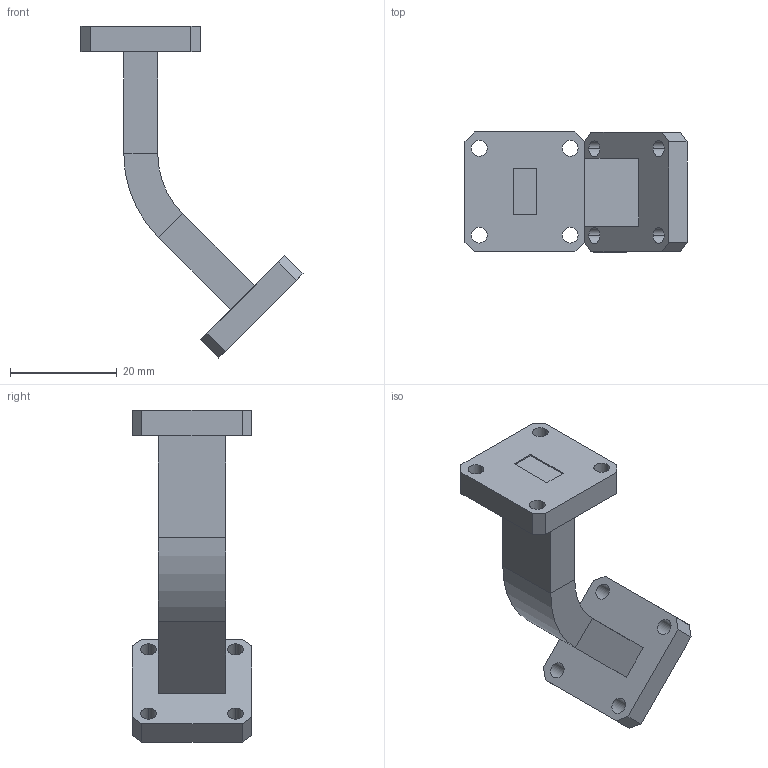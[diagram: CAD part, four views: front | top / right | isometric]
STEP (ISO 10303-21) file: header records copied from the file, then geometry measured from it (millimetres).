
FILE_DESCRIPTION (( 'STEP AP214' ), '1' );
FILE_NAME ('WB-E3-5, Defeatured.STEP', '2025-01-30T20:51:49', ( '' ), ( '' ), 'SwSTEP 2.0', 'SolidWorks 2021', '' );
FILE_SCHEMA (( 'AUTOMOTIVE_DESIGN' ));
Length unit declared in the file: inch
Products named in the file (1): WB-E3-5, Defeatured
Bounding box: 41.53 x 22.35 x 62.1 mm (x, y, z)
Volume: 8755.5 mm3; surface area: 4916.4 mm2
Topology: 1 solids, 1 shells, 56 faces, 146 edges, 96 vertices
Faces by surface type: plane 38, cylinder 18
Entity records: 1786 total; most frequent: CARTESIAN_POINT 299, DIRECTION 296, ORIENTED_EDGE 292, EDGE_CURVE 146, VECTOR 110, LINE 110, VERTEX_POINT 96, AXIS2_PLACEMENT_3D 93
